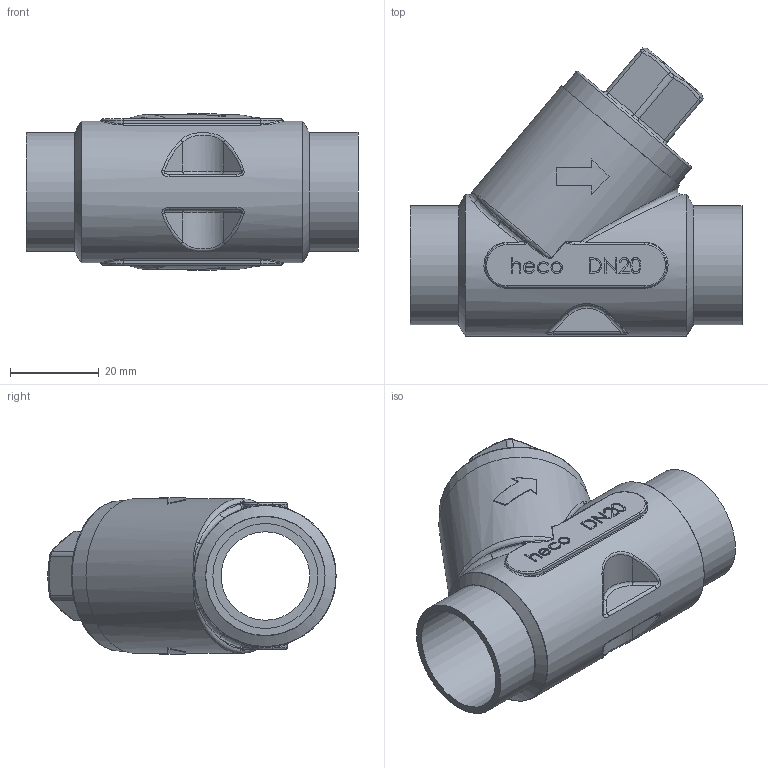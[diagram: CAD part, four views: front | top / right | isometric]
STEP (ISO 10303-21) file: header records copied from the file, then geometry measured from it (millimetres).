
FILE_DESCRIPTION (( 'STEP AP214' ), '1' );
FILE_NAME ('RV-034-00S-4 Rückschlagventil SE 2204.STEP', '2022-04-06T12:55:54', ( '' ), ( '' ), 'SwSTEP 2.0', 'SolidWorks 2019', '' );
FILE_SCHEMA (( 'AUTOMOTIVE_DESIGN' ));
Length unit declared in the file: millimetre
Products named in the file (1): RV-034-00S-4 Rückschlagventil SE 2204
Bounding box: 75 x 65.12 x 35.4 mm (x, y, z)
Volume: 52100.4 mm3; surface area: 17220.1 mm2
Topology: 1 solids, 1 shells, 489 faces, 1238 edges, 787 vertices
Faces by surface type: bspline 219, plane 189, cylinder 54, torus 24, cone 3
Full cylindrical faces by diameter (mm): 20 x1, 23.7 x2, 26.9 x2, 32 x1, 34 x1, 35 x1
Entity records: 28475 total; most frequent: CARTESIAN_POINT 15674, ORIENTED_EDGE 2414, DIRECTION 1435, EDGE_CURVE 1207, VERTEX_POINT 778, VECTOR 577, LINE 577, EDGE_LOOP 549
